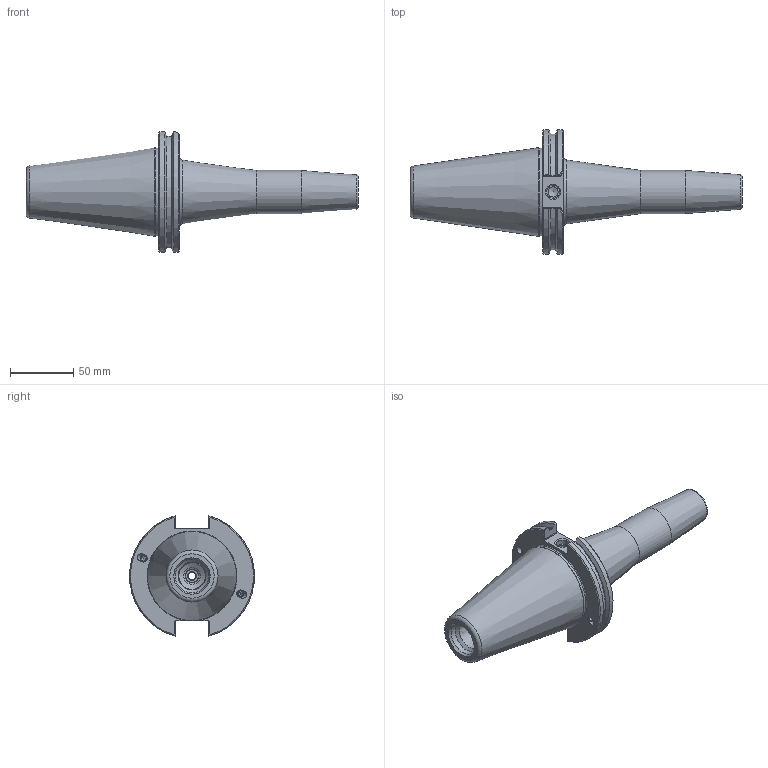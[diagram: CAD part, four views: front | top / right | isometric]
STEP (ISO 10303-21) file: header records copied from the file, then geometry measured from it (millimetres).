
FILE_DESCRIPTION((''),'2;1');
FILE_NAME('INT''C50-M16SF160-9.iam.step','2010-04-23T09:41:29',(''),(''),'Autodesk Inventor 2009','Autodesk Inventor 2009','');
FILE_SCHEMA(('AUTOMOTIVE_DESIGN { 1 0 10303 214 1 1 1 1 }'));
Products named in the file (4): C50-M16SF160-9; C50BC-M16SF160-9-1; BS-SFM121-20; 029-966
Assembly tree (6 placements, depth 2):
  C50-M16SF160-9
    C50BC-M16SF160-9-1
    BS-SFM121-20
    029-966  x4
Bounding box: 261.6 x 98.31 x 94.71 mm (x, y, z)
Volume: 453958.1 mm3; surface area: 67907.2 mm2
Topology: 6 solids, 6 shells, 187 faces, 435 edges, 278 vertices
Faces by surface type: plane 87, cylinder 44, cone 34, bspline 20, torus 2
Full cylindrical faces by diameter (mm): 5 x4, 6 x8, 6.096 x4, 6.2 x4, 15.97 x1, 16.732 x1, 34 x1, 69.342 x1
Entity records: 4349 total; most frequent: CARTESIAN_POINT 1203, DIRECTION 607, ORIENTED_EDGE 556, EDGE_CURVE 278, AXIS2_PLACEMENT_3D 245, EDGE_LOOP 205, VERTEX_POINT 199, FACE_OUTER_BOUND 139
